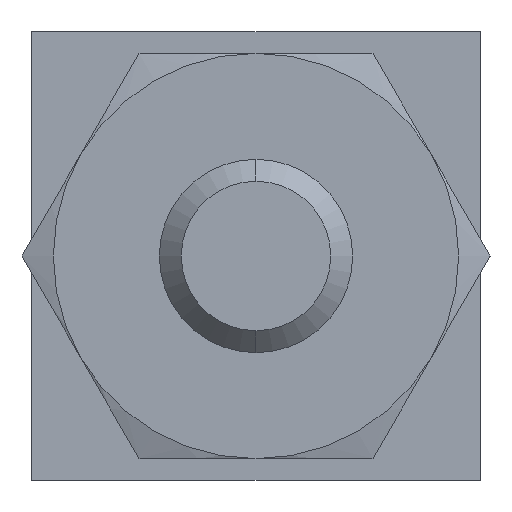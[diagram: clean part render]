
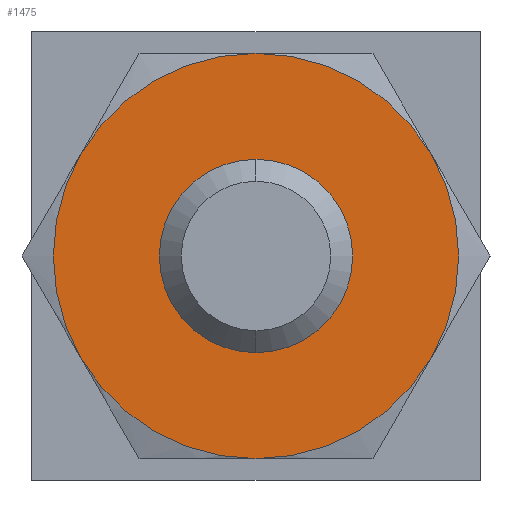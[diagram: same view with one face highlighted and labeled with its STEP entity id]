
A CAD part, left-side view. The second image highlights one B-rep face of the part: STEP entity #1475.
In plain terms, the highlighted planar face has unit normal (-1, 0, 0).
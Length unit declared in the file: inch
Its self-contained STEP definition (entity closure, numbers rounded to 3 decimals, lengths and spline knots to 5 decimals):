
#4 = DIRECTION ( 'NONE',  ( 0., 0., 1. ) ) ;
#37 = CARTESIAN_POINT ( 'NONE',  ( 0., 0., 0. ) ) ;
#62 = CIRCLE ( 'NONE', #1059, 0.082 ) ;
#66 = EDGE_CURVE ( 'NONE', #1049, #1027, #980, .T. ) ;
#70 = EDGE_CURVE ( 'NONE', #1134, #1462, #982, .T. ) ;
#123 = DIRECTION ( 'NONE',  ( -1., 0., 0. ) ) ;
#149 = DIRECTION ( 'NONE',  ( 0., 0., -1. ) ) ;
#158 = AXIS2_PLACEMENT_3D ( 'NONE', #671, #639, #622 ) ;
#167 = AXIS2_PLACEMENT_3D ( 'NONE', #37, #123, #4 ) ;
#215 = CARTESIAN_POINT ( 'NONE',  ( 0., 0., 0.17188 ) ) ;
#263 = DIRECTION ( 'NONE',  ( -1., 0., 0. ) ) ;
#307 = EDGE_CURVE ( 'NONE', #1086, #1049, #793, .T. ) ;
#322 = DIRECTION ( 'NONE',  ( -1., 0., 0. ) ) ;
#327 = DIRECTION ( 'NONE',  ( -1., 0., 0. ) ) ;
#360 = FACE_BOUND ( 'NONE', #1081, .T. ) ;
#384 = CARTESIAN_POINT ( 'NONE',  ( 0., -0.14885, -0.08594 ) ) ;
#389 = CARTESIAN_POINT ( 'NONE',  ( 0., 0.14885, 0.08594 ) ) ;
#461 = FACE_OUTER_BOUND ( 'NONE', #1152, .T. ) ;
#476 = CIRCLE ( 'NONE', #954, 0.17188 ) ;
#478 = CIRCLE ( 'NONE', #1014, 0.17188 ) ;
#520 = CARTESIAN_POINT ( 'NONE',  ( 0., 0., 0. ) ) ;
#531 = ORIENTED_EDGE ( 'NONE', *, *, #809, .T. ) ;
#548 = PLANE ( 'NONE',  #695 ) ;
#596 = CARTESIAN_POINT ( 'NONE',  ( 0., 0., 0. ) ) ;
#601 = CIRCLE ( 'NONE', #962, 0.17188 ) ;
#605 = CARTESIAN_POINT ( 'NONE',  ( 0., 0.14885, -0.08594 ) ) ;
#622 = DIRECTION ( 'NONE',  ( 0., 0., 1. ) ) ;
#623 = AXIS2_PLACEMENT_3D ( 'NONE', #1195, #1051, #1046 ) ;
#639 = DIRECTION ( 'NONE',  ( -1., 0., 0. ) ) ;
#641 = DIRECTION ( 'NONE',  ( 0., 0., 1. ) ) ;
#649 = CARTESIAN_POINT ( 'NONE',  ( 0., -0.14885, 0.08594 ) ) ;
#666 = ORIENTED_EDGE ( 'NONE', *, *, #1228, .T. ) ;
#671 = CARTESIAN_POINT ( 'NONE',  ( 0., 0., 0. ) ) ;
#695 = AXIS2_PLACEMENT_3D ( 'NONE', #1243, #818, #149 ) ;
#697 = CIRCLE ( 'NONE', #1304, 0.17188 ) ;
#719 = DIRECTION ( 'NONE',  ( 0., 0., 1. ) ) ;
#793 = CIRCLE ( 'NONE', #623, 0.17188 ) ;
#809 = EDGE_CURVE ( 'NONE', #1027, #1069, #697, .T. ) ;
#818 = DIRECTION ( 'NONE',  ( 1., 0., 0. ) ) ;
#954 = AXIS2_PLACEMENT_3D ( 'NONE', #1064, #327, #1218 ) ;
#962 = AXIS2_PLACEMENT_3D ( 'NONE', #1054, #322, #1206 ) ;
#968 = CARTESIAN_POINT ( 'NONE',  ( 0., 0., 0. ) ) ;
#980 = CIRCLE ( 'NONE', #167, 0.17188 ) ;
#982 = CIRCLE ( 'NONE', #158, 0.082 ) ;
#1014 = AXIS2_PLACEMENT_3D ( 'NONE', #520, #1472, #641 ) ;
#1021 = ORIENTED_EDGE ( 'NONE', *, *, #1028, .F. ) ;
#1027 = VERTEX_POINT ( 'NONE', #1144 ) ;
#1028 = EDGE_CURVE ( 'NONE', #1462, #1134, #62, .T. ) ;
#1046 = DIRECTION ( 'NONE',  ( 0., 0., 1. ) ) ;
#1049 = VERTEX_POINT ( 'NONE', #605 ) ;
#1051 = DIRECTION ( 'NONE',  ( -1., 0., 0. ) ) ;
#1054 = CARTESIAN_POINT ( 'NONE',  ( 0., 0., 0. ) ) ;
#1059 = AXIS2_PLACEMENT_3D ( 'NONE', #596, #1536, #719 ) ;
#1064 = CARTESIAN_POINT ( 'NONE',  ( 0., 0., 0. ) ) ;
#1069 = VERTEX_POINT ( 'NONE', #384 ) ;
#1081 = EDGE_LOOP ( 'NONE', ( #1338, #1021 ) ) ;
#1086 = VERTEX_POINT ( 'NONE', #389 ) ;
#1118 = DIRECTION ( 'NONE',  ( 0., 0., 1. ) ) ;
#1125 = EDGE_CURVE ( 'NONE', #1069, #1213, #478, .T. ) ;
#1134 = VERTEX_POINT ( 'NONE', #1198 ) ;
#1135 = VERTEX_POINT ( 'NONE', #215 ) ;
#1142 = EDGE_CURVE ( 'NONE', #1213, #1135, #601, .T. ) ;
#1144 = CARTESIAN_POINT ( 'NONE',  ( 0., 0., -0.17188 ) ) ;
#1152 = EDGE_LOOP ( 'NONE', ( #666, #1249, #1538, #531, #1250, #1504 ) ) ;
#1195 = CARTESIAN_POINT ( 'NONE',  ( 0., 0., 0. ) ) ;
#1198 = CARTESIAN_POINT ( 'NONE',  ( 0., 0., 0.082 ) ) ;
#1206 = DIRECTION ( 'NONE',  ( 0., 0., 1. ) ) ;
#1213 = VERTEX_POINT ( 'NONE', #649 ) ;
#1218 = DIRECTION ( 'NONE',  ( 0., 0., 1. ) ) ;
#1228 = EDGE_CURVE ( 'NONE', #1135, #1086, #476, .T. ) ;
#1243 = CARTESIAN_POINT ( 'NONE',  ( 0., 0., 0. ) ) ;
#1249 = ORIENTED_EDGE ( 'NONE', *, *, #307, .T. ) ;
#1250 = ORIENTED_EDGE ( 'NONE', *, *, #1125, .T. ) ;
#1304 = AXIS2_PLACEMENT_3D ( 'NONE', #968, #263, #1118 ) ;
#1338 = ORIENTED_EDGE ( 'NONE', *, *, #70, .F. ) ;
#1462 = VERTEX_POINT ( 'NONE', #1505 ) ;
#1472 = DIRECTION ( 'NONE',  ( -1., 0., 0. ) ) ;
#1475 = ADVANCED_FACE ( 'PLANAR_0', ( #461, #360 ), #548, .F. ) ;
#1504 = ORIENTED_EDGE ( 'NONE', *, *, #1142, .T. ) ;
#1505 = CARTESIAN_POINT ( 'NONE',  ( 0., 0., -0.082 ) ) ;
#1536 = DIRECTION ( 'NONE',  ( -1., 0., 0. ) ) ;
#1538 = ORIENTED_EDGE ( 'NONE', *, *, #66, .T. ) ;
